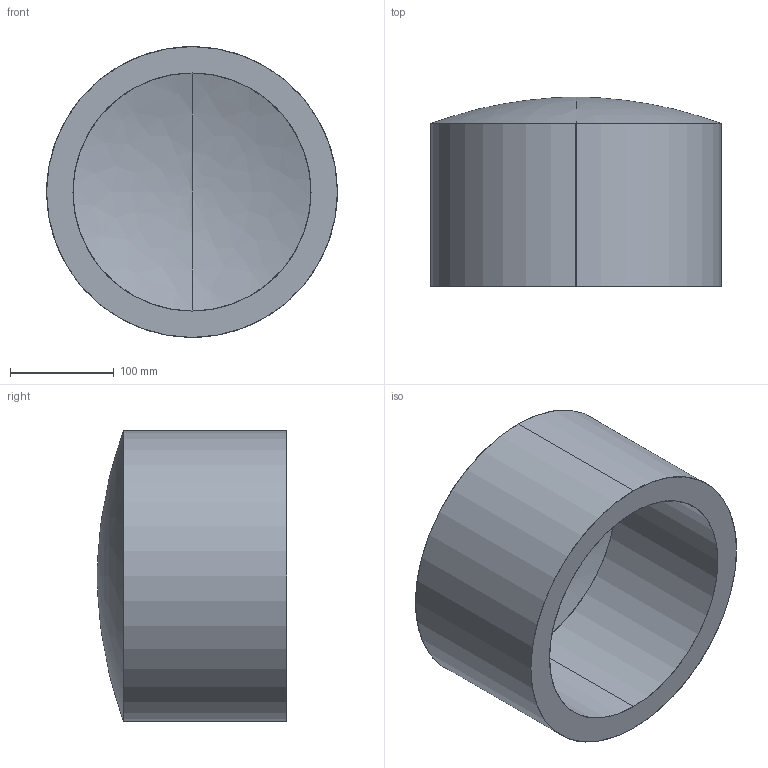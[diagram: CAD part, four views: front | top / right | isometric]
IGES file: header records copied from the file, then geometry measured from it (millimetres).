
Start section: SolidWorks IGES file using analytic representation for surfaces
Global section: file name: End Cap SDR11_001 117 0140 0280.igs; native system: SolidWorks 2019; preprocessor: SolidWorks 2019; author: b.celik; date: 191216.144133; units: millimetre
Bounding box: 280 x 182.59 x 280 mm (x, y, z)
Surface area: 364464.2 mm2 (no closed solid volume)
Topology: 0 solids, 0 shells, 9 faces, 160 edges, 156 vertices
Faces by surface type: bspline 5, revolution 4
